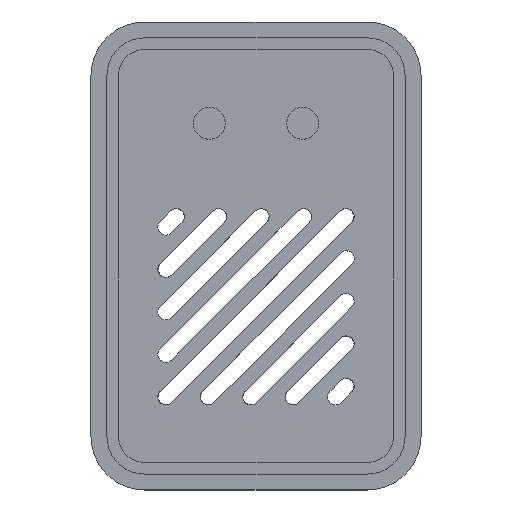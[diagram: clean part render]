
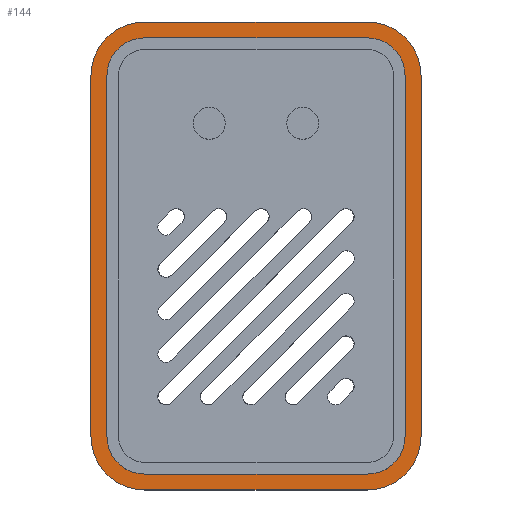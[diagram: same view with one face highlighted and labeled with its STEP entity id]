
A CAD part, top view. The second image highlights one B-rep face of the part: STEP entity #144.
In plain terms, the highlighted planar face has unit normal (0, 0, 1).
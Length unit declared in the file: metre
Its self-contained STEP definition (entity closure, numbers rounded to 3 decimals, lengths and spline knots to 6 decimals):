
#144 = ADVANCED_FACE( '', ( #324, #325 ), #326, .F. );
#324 = FACE_BOUND( '', #568, .T. );
#325 = FACE_OUTER_BOUND( '', #569, .T. );
#326 = PLANE( '', #570 );
#568 = EDGE_LOOP( '', ( #1022, #1023, #1024, #1025, #1026, #1027, #1028, #1029 ) );
#569 = EDGE_LOOP( '', ( #1030, #1031, #1032, #1033, #1034, #1035, #1036, #1037 ) );
#570 = AXIS2_PLACEMENT_3D( '', #1038, #1039, #1040 );
#1022 = ORIENTED_EDGE( '', *, *, #1554, .F. );
#1023 = ORIENTED_EDGE( '', *, *, #1598, .T. );
#1024 = ORIENTED_EDGE( '', *, *, #1599, .T. );
#1025 = ORIENTED_EDGE( '', *, *, #1600, .T. );
#1026 = ORIENTED_EDGE( '', *, *, #1601, .T. );
#1027 = ORIENTED_EDGE( '', *, *, #1525, .T. );
#1028 = ORIENTED_EDGE( '', *, *, #1602, .T. );
#1029 = ORIENTED_EDGE( '', *, *, #1603, .T. );
#1030 = ORIENTED_EDGE( '', *, *, #1500, .T. );
#1031 = ORIENTED_EDGE( '', *, *, #1604, .F. );
#1032 = ORIENTED_EDGE( '', *, *, #1605, .F. );
#1033 = ORIENTED_EDGE( '', *, *, #1606, .F. );
#1034 = ORIENTED_EDGE( '', *, *, #1476, .F. );
#1035 = ORIENTED_EDGE( '', *, *, #1607, .F. );
#1036 = ORIENTED_EDGE( '', *, *, #1608, .F. );
#1037 = ORIENTED_EDGE( '', *, *, #1471, .F. );
#1038 = CARTESIAN_POINT( '', ( 0., -0.03585, -0.02055 ) );
#1039 = DIRECTION( '', ( 0., 0., -1. ) );
#1040 = DIRECTION( '', ( 1., 0., 0. ) );
#1471 = EDGE_CURVE( '', #1724, #1726, #1727, .T. );
#1476 = EDGE_CURVE( '', #1733, #1735, #1736, .T. );
#1500 = EDGE_CURVE( '', #1724, #1774, #1776, .T. );
#1525 = EDGE_CURVE( '', #1817, #1818, #1819, .T. );
#1554 = EDGE_CURVE( '', #1866, #1868, #1869, .T. );
#1598 = EDGE_CURVE( '', #1866, #1940, #1941, .T. );
#1599 = EDGE_CURVE( '', #1940, #1942, #1943, .T. );
#1600 = EDGE_CURVE( '', #1942, #1944, #1945, .T. );
#1601 = EDGE_CURVE( '', #1944, #1817, #1946, .T. );
#1602 = EDGE_CURVE( '', #1818, #1947, #1948, .T. );
#1603 = EDGE_CURVE( '', #1947, #1868, #1949, .T. );
#1604 = EDGE_CURVE( '', #1950, #1774, #1951, .T. );
#1605 = EDGE_CURVE( '', #1952, #1950, #1953, .T. );
#1606 = EDGE_CURVE( '', #1735, #1952, #1954, .T. );
#1607 = EDGE_CURVE( '', #1955, #1733, #1956, .T. );
#1608 = EDGE_CURVE( '', #1726, #1955, #1957, .T. );
#1724 = VERTEX_POINT( '', #2100 );
#1726 = VERTEX_POINT( '', #2103 );
#1727 = CIRCLE( '', #2104, 0.00505 );
#1733 = VERTEX_POINT( '', #2112 );
#1735 = VERTEX_POINT( '', #2115 );
#1736 = LINE( '', #2116, #2117 );
#1774 = VERTEX_POINT( '', #2188 );
#1776 = LINE( '', #2191, #2192 );
#1817 = VERTEX_POINT( '', #2305 );
#1818 = VERTEX_POINT( '', #2306 );
#1819 = CIRCLE( '', #2307, 0.00355 );
#1866 = VERTEX_POINT( '', #2408 );
#1868 = VERTEX_POINT( '', #2411 );
#1869 = LINE( '', #2412, #2413 );
#1940 = VERTEX_POINT( '', #2566 );
#1941 = CIRCLE( '', #2567, 0.00355 );
#1942 = VERTEX_POINT( '', #2568 );
#1943 = LINE( '', #2569, #2570 );
#1944 = VERTEX_POINT( '', #2571 );
#1945 = CIRCLE( '', #2572, 0.00355 );
#1946 = LINE( '', #2573, #2574 );
#1947 = VERTEX_POINT( '', #2575 );
#1948 = LINE( '', #2576, #2577 );
#1949 = CIRCLE( '', #2578, 0.00355 );
#1950 = VERTEX_POINT( '', #2579 );
#1951 = CIRCLE( '', #2580, 0.00505 );
#1952 = VERTEX_POINT( '', #2581 );
#1953 = LINE( '', #2582, #2583 );
#1954 = CIRCLE( '', #2584, 0.00505 );
#1955 = VERTEX_POINT( '', #2585 );
#1956 = CIRCLE( '', #2586, 0.00505 );
#1957 = LINE( '', #2587, #2588 );
#2100 = CARTESIAN_POINT( '', ( -0.0105, -0.0579, -0.02055 ) );
#2103 = CARTESIAN_POINT( '', ( -0.01555, -0.05285, -0.02055 ) );
#2104 = AXIS2_PLACEMENT_3D( '', #2836, #2837, #2838 );
#2112 = CARTESIAN_POINT( '', ( -0.0105, -0.0138, -0.02055 ) );
#2115 = CARTESIAN_POINT( '', ( 0.0105, -0.0138, -0.02055 ) );
#2116 = CARTESIAN_POINT( '', ( 0., -0.0138, -0.02055 ) );
#2117 = VECTOR( '', #2842, 1. );
#2188 = CARTESIAN_POINT( '', ( 0.0105, -0.0579, -0.02055 ) );
#2191 = CARTESIAN_POINT( '', ( 0., -0.0579, -0.02055 ) );
#2192 = VECTOR( '', #2863, 1. );
#2305 = CARTESIAN_POINT( '', ( 0.0105, -0.0153, -0.02055 ) );
#2306 = CARTESIAN_POINT( '', ( 0.01405, -0.01885, -0.02055 ) );
#2307 = AXIS2_PLACEMENT_3D( '', #2876, #2877, #2878 );
#2408 = CARTESIAN_POINT( '', ( -0.0105, -0.0564, -0.02055 ) );
#2411 = CARTESIAN_POINT( '', ( 0.0105, -0.0564, -0.02055 ) );
#2412 = CARTESIAN_POINT( '', ( 0., -0.0564, -0.02055 ) );
#2413 = VECTOR( '', #2903, 1. );
#2566 = CARTESIAN_POINT( '', ( -0.01405, -0.05285, -0.02055 ) );
#2567 = AXIS2_PLACEMENT_3D( '', #2947, #2948, #2949 );
#2568 = CARTESIAN_POINT( '', ( -0.01405, -0.01885, -0.02055 ) );
#2569 = CARTESIAN_POINT( '', ( -0.01405, -0.03585, -0.02055 ) );
#2570 = VECTOR( '', #2950, 1. );
#2571 = CARTESIAN_POINT( '', ( -0.0105, -0.0153, -0.02055 ) );
#2572 = AXIS2_PLACEMENT_3D( '', #2951, #2952, #2953 );
#2573 = CARTESIAN_POINT( '', ( 0., -0.0153, -0.02055 ) );
#2574 = VECTOR( '', #2954, 1. );
#2575 = CARTESIAN_POINT( '', ( 0.01405, -0.05285, -0.02055 ) );
#2576 = CARTESIAN_POINT( '', ( 0.01405, -0.03585, -0.02055 ) );
#2577 = VECTOR( '', #2955, 1. );
#2578 = AXIS2_PLACEMENT_3D( '', #2956, #2957, #2958 );
#2579 = CARTESIAN_POINT( '', ( 0.01555, -0.05285, -0.02055 ) );
#2580 = AXIS2_PLACEMENT_3D( '', #2959, #2960, #2961 );
#2581 = CARTESIAN_POINT( '', ( 0.01555, -0.01885, -0.02055 ) );
#2582 = CARTESIAN_POINT( '', ( 0.01555, -0.03585, -0.02055 ) );
#2583 = VECTOR( '', #2962, 1. );
#2584 = AXIS2_PLACEMENT_3D( '', #2963, #2964, #2965 );
#2585 = CARTESIAN_POINT( '', ( -0.01555, -0.01885, -0.02055 ) );
#2586 = AXIS2_PLACEMENT_3D( '', #2966, #2967, #2968 );
#2587 = CARTESIAN_POINT( '', ( -0.01555, -0.03585, -0.02055 ) );
#2588 = VECTOR( '', #2969, 1. );
#2836 = CARTESIAN_POINT( '', ( -0.0105, -0.05285, -0.02055 ) );
#2837 = DIRECTION( '', ( 0., 0., -1. ) );
#2838 = DIRECTION( '', ( 0., 1., 0. ) );
#2842 = DIRECTION( '', ( 1., 0., 0. ) );
#2863 = DIRECTION( '', ( 1., 0., 0. ) );
#2876 = CARTESIAN_POINT( '', ( 0.0105, -0.01885, -0.02055 ) );
#2877 = DIRECTION( '', ( 0., 0., -1. ) );
#2878 = DIRECTION( '', ( 0., 1., 0. ) );
#2903 = DIRECTION( '', ( 1., 0., 0. ) );
#2947 = CARTESIAN_POINT( '', ( -0.0105, -0.05285, -0.02055 ) );
#2948 = DIRECTION( '', ( 0., 0., -1. ) );
#2949 = DIRECTION( '', ( 0., 1., 0. ) );
#2950 = DIRECTION( '', ( 0., 1., 0. ) );
#2951 = CARTESIAN_POINT( '', ( -0.0105, -0.01885, -0.02055 ) );
#2952 = DIRECTION( '', ( 0., 0., -1. ) );
#2953 = DIRECTION( '', ( 0., 1., 0. ) );
#2954 = DIRECTION( '', ( 1., 0., 0. ) );
#2955 = DIRECTION( '', ( 0., -1., 0. ) );
#2956 = CARTESIAN_POINT( '', ( 0.0105, -0.05285, -0.02055 ) );
#2957 = DIRECTION( '', ( 0., 0., -1. ) );
#2958 = DIRECTION( '', ( 0., 1., 0. ) );
#2959 = CARTESIAN_POINT( '', ( 0.0105, -0.05285, -0.02055 ) );
#2960 = DIRECTION( '', ( 0., 0., -1. ) );
#2961 = DIRECTION( '', ( 0., 1., 0. ) );
#2962 = DIRECTION( '', ( 0., -1., 0. ) );
#2963 = CARTESIAN_POINT( '', ( 0.0105, -0.01885, -0.02055 ) );
#2964 = DIRECTION( '', ( 0., 0., -1. ) );
#2965 = DIRECTION( '', ( 0., 1., 0. ) );
#2966 = CARTESIAN_POINT( '', ( -0.0105, -0.01885, -0.02055 ) );
#2967 = DIRECTION( '', ( 0., 0., -1. ) );
#2968 = DIRECTION( '', ( 0., 1., 0. ) );
#2969 = DIRECTION( '', ( 0., 1., 0. ) );
